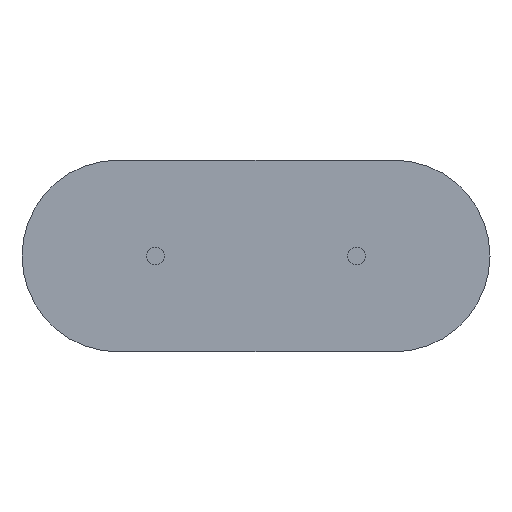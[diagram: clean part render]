
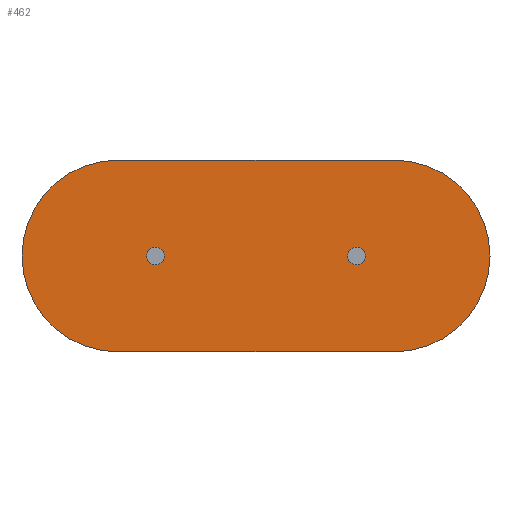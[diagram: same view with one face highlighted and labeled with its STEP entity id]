
A CAD part, front view. The second image highlights one B-rep face of the part: STEP entity #462.
In plain terms, the highlighted planar face has unit normal (0, -1, 0).
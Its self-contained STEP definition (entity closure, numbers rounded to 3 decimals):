
#10 = ORIENTED_EDGE ( 'NONE', *, *, #124, .F. ) ;
#15 = DIRECTION ( 'NONE',  ( 0., 1., 0. ) ) ;
#18 = EDGE_LOOP ( 'NONE', ( #601, #545, #10, #492 ) ) ;
#23 = CARTESIAN_POINT ( 'NONE',  ( 3.35, 0., -2.325 ) ) ;
#42 = CARTESIAN_POINT ( 'NONE',  ( -3.35, 0., 0. ) ) ;
#45 = VERTEX_POINT ( 'NONE', #523 ) ;
#74 = CARTESIAN_POINT ( 'NONE',  ( 3.35, 0., 0. ) ) ;
#93 = AXIS2_PLACEMENT_3D ( 'NONE', #74, #15, #252 ) ;
#106 = DIRECTION ( 'NONE',  ( 0., 1., 0. ) ) ;
#111 = LINE ( 'NONE', #292, #434 ) ;
#117 = CARTESIAN_POINT ( 'NONE',  ( 3.35, 0., 2.325 ) ) ;
#124 = EDGE_CURVE ( 'NONE', #45, #415, #211, .T. ) ;
#149 = CARTESIAN_POINT ( 'NONE',  ( 3.35, 0., -2.325 ) ) ;
#197 = DIRECTION ( 'NONE',  ( 0., 1., 0. ) ) ;
#211 = CIRCLE ( 'NONE', #285, 2.325 ) ;
#252 = DIRECTION ( 'NONE',  ( 0., 0., 1. ) ) ;
#277 = EDGE_CURVE ( 'NONE', #415, #279, #111, .T. ) ;
#278 = VERTEX_POINT ( 'NONE', #149 ) ;
#279 = VERTEX_POINT ( 'NONE', #117 ) ;
#285 = AXIS2_PLACEMENT_3D ( 'NONE', #42, #106, #650 ) ;
#292 = CARTESIAN_POINT ( 'NONE',  ( 3.35, 0., 2.325 ) ) ;
#308 = DIRECTION ( 'NONE',  ( 0., 0., 1. ) ) ;
#345 = AXIS2_PLACEMENT_3D ( 'NONE', #417, #197, #308 ) ;
#366 = EDGE_CURVE ( 'NONE', #279, #278, #506, .T. ) ;
#398 = DIRECTION ( 'NONE',  ( 1., 0., 0. ) ) ;
#415 = VERTEX_POINT ( 'NONE', #464 ) ;
#417 = CARTESIAN_POINT ( 'NONE',  ( 3.35, 0., 0. ) ) ;
#421 = FACE_OUTER_BOUND ( 'NONE', #18, .T. ) ;
#434 = VECTOR ( 'NONE', #398, 1000. ) ;
#462 = ADVANCED_FACE ( 'NONE', ( #421 ), #475, .F. ) ;
#464 = CARTESIAN_POINT ( 'NONE',  ( -3.35, 0., 2.325 ) ) ;
#475 = PLANE ( 'NONE',  #345 ) ;
#489 = DIRECTION ( 'NONE',  ( -1., 0., 0. ) ) ;
#492 = ORIENTED_EDGE ( 'NONE', *, *, #516, .F. ) ;
#501 = LINE ( 'NONE', #23, #618 ) ;
#506 = CIRCLE ( 'NONE', #93, 2.325 ) ;
#516 = EDGE_CURVE ( 'NONE', #278, #45, #501, .T. ) ;
#523 = CARTESIAN_POINT ( 'NONE',  ( -3.35, 0., -2.325 ) ) ;
#545 = ORIENTED_EDGE ( 'NONE', *, *, #277, .F. ) ;
#601 = ORIENTED_EDGE ( 'NONE', *, *, #366, .F. ) ;
#618 = VECTOR ( 'NONE', #489, 1000. ) ;
#650 = DIRECTION ( 'NONE',  ( 0., 0., 1. ) ) ;
